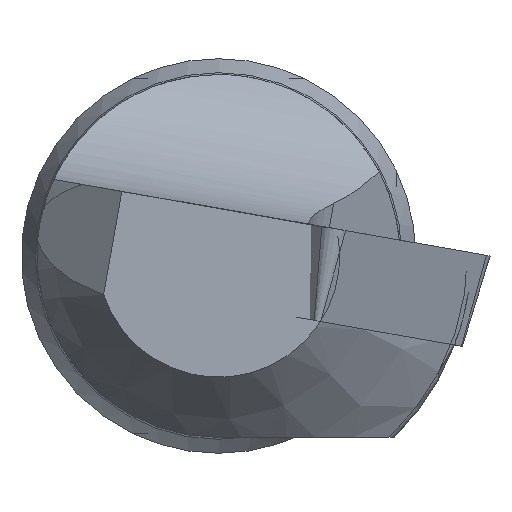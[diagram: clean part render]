
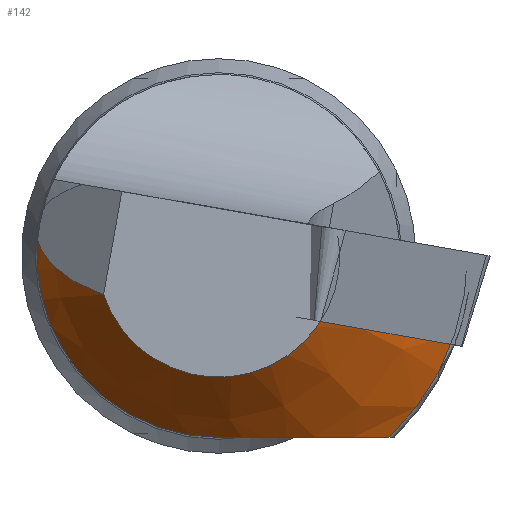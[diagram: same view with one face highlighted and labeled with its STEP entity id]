
A CAD part, left-side view. The second image highlights one B-rep face of the part: STEP entity #142.
In plain terms, the highlighted conical face has half-angle 39 degrees and reference radius 3.073 mm.
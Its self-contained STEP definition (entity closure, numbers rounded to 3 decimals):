
#68=ELLIPSE('',#768,3.652,1.515);
#80=CONICAL_SURFACE('',#770,3.073,39.);
#104=B_SPLINE_CURVE_WITH_KNOTS('',3,(#1318,#1319,#1320,#1321,#1322,#1323),
 .UNSPECIFIED.,.F.,.F.,(4,2,4),(0.,0.5,1.),.UNSPECIFIED.);
#105=B_SPLINE_CURVE_WITH_KNOTS('',3,(#1324,#1325,#1326,#1327,#1328,#1329,
#1330),.UNSPECIFIED.,.F.,.F.,(4,3,4),(0.,0.722,1.),
 .UNSPECIFIED.);
#142=ADVANCED_FACE('',(#193),#80,.T.);
#193=FACE_OUTER_BOUND('',#230,.T.);
#230=EDGE_LOOP('',(#396,#397,#398,#399,#400,#401));
#396=ORIENTED_EDGE('',*,*,#647,.T.);
#397=ORIENTED_EDGE('',*,*,#639,.T.);
#398=ORIENTED_EDGE('',*,*,#648,.T.);
#399=ORIENTED_EDGE('',*,*,#622,.T.);
#400=ORIENTED_EDGE('',*,*,#649,.F.);
#401=ORIENTED_EDGE('',*,*,#650,.F.);
#553=VERTEX_POINT('',#1148);
#554=VERTEX_POINT('',#1150);
#565=VERTEX_POINT('',#1266);
#566=VERTEX_POINT('',#1268);
#572=VERTEX_POINT('',#1317);
#573=VERTEX_POINT('',#1331);
#622=EDGE_CURVE('',#554,#553,#708,.T.);
#639=EDGE_CURVE('',#566,#565,#713,.T.);
#647=EDGE_CURVE('',#572,#566,#68,.T.);
#648=EDGE_CURVE('',#565,#554,#104,.T.);
#649=EDGE_CURVE('',#573,#553,#105,.T.);
#650=EDGE_CURVE('',#572,#573,#715,.T.);
#708=CIRCLE('',#750,6.311);
#713=CIRCLE('',#761,4.6);
#715=CIRCLE('',#769,3.073);
#750=AXIS2_PLACEMENT_3D('',#1149,#859,#860);
#761=AXIS2_PLACEMENT_3D('',#1267,#882,#883);
#768=AXIS2_PLACEMENT_3D('',#1316,#897,#898);
#769=AXIS2_PLACEMENT_3D('',#1332,#899,#900);
#770=AXIS2_PLACEMENT_3D('',#1333,#901,#902);
#859=DIRECTION('',(-1.,0.,0.));
#860=DIRECTION('',(0.,0.,1.));
#882=DIRECTION('',(-1.,0.,0.));
#883=DIRECTION('',(0.,0.,-1.));
#897=DIRECTION('',(0.707,-0.696,-0.123));
#898=DIRECTION('',(0.707,0.696,0.123));
#899=DIRECTION('',(-1.,0.,0.));
#900=DIRECTION('',(0.,0.,1.));
#901=DIRECTION('',(1.,0.,0.));
#902=DIRECTION('',(0.,0.,-1.));
#1148=CARTESIAN_POINT('',(-0.252,0.693,0.112));
#1149=CARTESIAN_POINT('',(-0.252,7.003,0.021));
#1150=CARTESIAN_POINT('',(-0.252,2.683,-4.579));
#1266=CARTESIAN_POINT('',(-2.364,7.003,-4.579));
#1267=CARTESIAN_POINT('',(-2.364,7.003,0.021));
#1268=CARTESIAN_POINT('',(-2.364,11.585,0.425));
#1316=CARTESIAN_POINT('',(-4.856,9.062,0.385));
#1317=CARTESIAN_POINT('',(-4.25,9.915,-0.961));
#1318=CARTESIAN_POINT('',(-2.364,7.003,-4.579));
#1319=CARTESIAN_POINT('',(-2.364,6.185,-4.579));
#1320=CARTESIAN_POINT('',(-2.074,5.384,-4.579));
#1321=CARTESIAN_POINT('',(-1.279,3.96,-4.579));
#1322=CARTESIAN_POINT('',(-0.778,3.306,-4.579));
#1323=CARTESIAN_POINT('',(-0.252,2.683,-4.579));
#1324=CARTESIAN_POINT('',(-4.25,4.005,0.696));
#1325=CARTESIAN_POINT('',(-3.305,3.188,0.552));
#1326=CARTESIAN_POINT('',(-2.338,2.395,0.412));
#1327=CARTESIAN_POINT('',(-1.371,1.604,0.273));
#1328=CARTESIAN_POINT('',(-0.998,1.3,0.219));
#1329=CARTESIAN_POINT('',(-0.625,0.996,0.165));
#1330=CARTESIAN_POINT('',(-0.252,0.693,0.112));
#1331=CARTESIAN_POINT('',(-4.25,4.005,0.696));
#1332=CARTESIAN_POINT('',(-4.25,7.003,0.021));
#1333=CARTESIAN_POINT('',(-4.25,7.003,0.021));
